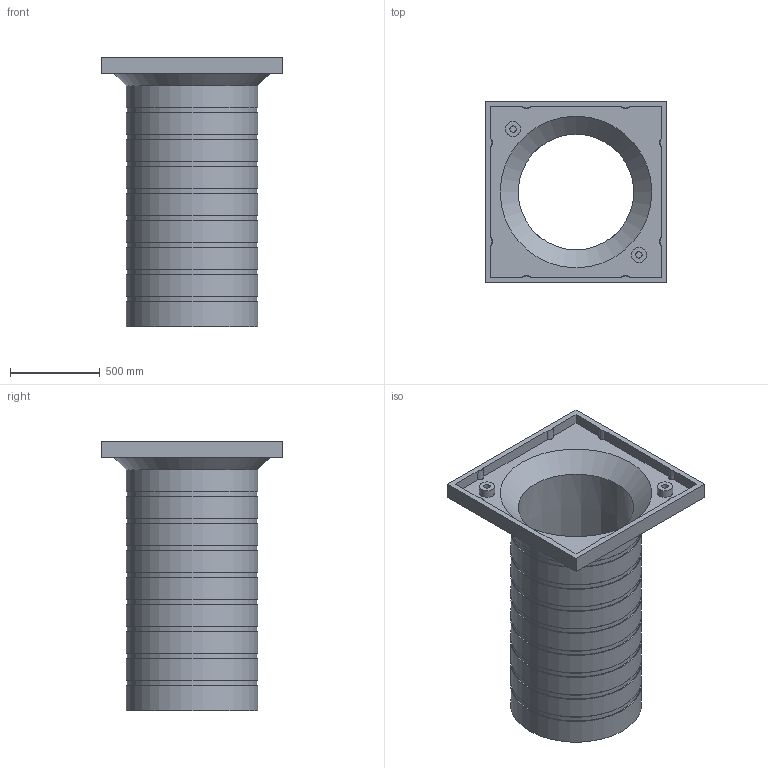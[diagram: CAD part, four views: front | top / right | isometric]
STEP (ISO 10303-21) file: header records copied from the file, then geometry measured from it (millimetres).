
FILE_DESCRIPTION(/* description */ (''),/* implementation_level */ '2;1');
FILE_NAME(/* name */ '15094.000X_3D.stp',/* time_stamp */ '2024-12-11T14:54:14+01:00',/* author */ ('CAD'),/* organization */ (''),/* preprocessor_version */ 'ST-DEVELOPER v20',/* originating_system */ 'AutoCAD Mechanical',/* authorisation */ '');
FILE_SCHEMA (('AUTOMOTIVE_DESIGN { 1 0 10303 214 3 1 1 }'));
Length unit declared in the file: centimetre
Products named in the file (2): Product; *S0
Assembly tree (1 placements, depth 2):
  Product
    *S0
Bounding box: 1010 x 1010 x 1500 mm (x, y, z)
Volume: 120247113.1 mm3; surface area: 8195370.2 mm2
Topology: 1 solids, 1 shells, 72 faces, 143 edges, 96 vertices
Faces by surface type: plane 40, cylinder 21, cone 11
Full cylindrical faces by diameter (mm): 35 x2, 85 x2, 720 x8, 730 x9
Entity records: 1929 total; most frequent: CARTESIAN_POINT 346, DIRECTION 339, ORIENTED_EDGE 284, EDGE_CURVE 142, AXIS2_PLACEMENT_3D 137, EDGE_LOOP 96, VERTEX_POINT 94, FACE_OUTER_BOUND 72
